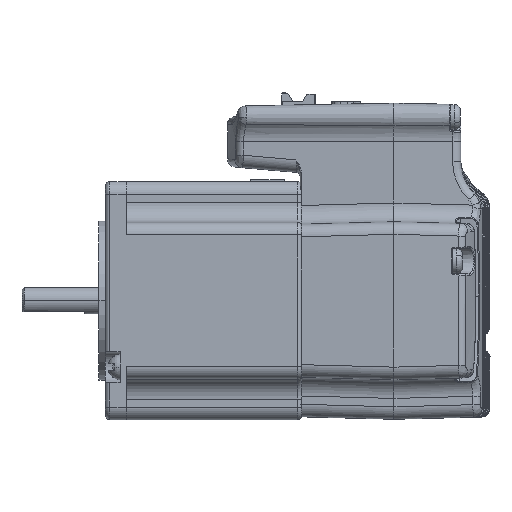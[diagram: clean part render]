
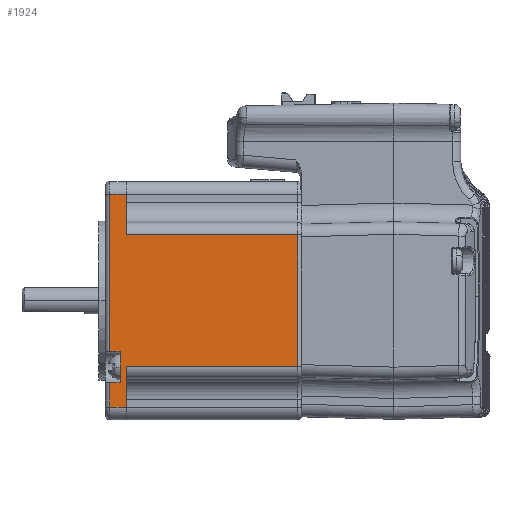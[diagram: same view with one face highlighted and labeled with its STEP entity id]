
A CAD part, left-side view. The second image highlights one B-rep face of the part: STEP entity #1924.
In plain terms, the highlighted planar face has unit normal (-1, 0, 0).
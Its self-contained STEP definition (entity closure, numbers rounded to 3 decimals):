
#1924=ADVANCED_FACE('',(#5331),#5332,.T.);
#5331=FACE_OUTER_BOUND('',#12133,.T.);
#5332=PLANE('',#12134);
#12133=EDGE_LOOP('',(#46594,#46595,#46596,#46597,#46598,#46599,#46600,#46601,#46602,#46603,#46604,#46605));
#12134=AXIS2_PLACEMENT_3D('',#46606,#46607,#46608);
#46594=ORIENTED_EDGE('',*,*,#71345,.F.);
#46595=ORIENTED_EDGE('',*,*,#71363,.T.);
#46596=ORIENTED_EDGE('',*,*,#71328,.F.);
#46597=ORIENTED_EDGE('',*,*,#71274,.T.);
#46598=ORIENTED_EDGE('',*,*,#71362,.F.);
#46599=ORIENTED_EDGE('',*,*,#71281,.T.);
#46600=ORIENTED_EDGE('',*,*,#71284,.F.);
#46601=ORIENTED_EDGE('',*,*,#71364,.T.);
#46602=ORIENTED_EDGE('',*,*,#71359,.F.);
#46603=ORIENTED_EDGE('',*,*,#71365,.T.);
#46604=ORIENTED_EDGE('',*,*,#71366,.T.);
#46605=ORIENTED_EDGE('',*,*,#71367,.T.);
#46606=CARTESIAN_POINT('',(-28.5,7.1,-28.5));
#46607=DIRECTION('',(-1.0,0.0,0.0));
#46608=DIRECTION('',(0.0,0.,1.0));
#71274=EDGE_CURVE('',#79884,#79885,#79886,.F.);
#71281=EDGE_CURVE('',#79896,#79894,#79897,.T.);
#71284=EDGE_CURVE('',#79899,#79894,#79901,.F.);
#71328=EDGE_CURVE('',#79884,#79966,#79969,.F.);
#71345=EDGE_CURVE('',#80002,#80003,#80004,.F.);
#71359=EDGE_CURVE('',#80029,#80031,#80032,.F.);
#71362=EDGE_CURVE('',#79896,#79885,#80035,.T.);
#71363=EDGE_CURVE('',#80002,#79966,#80036,.T.);
#71364=EDGE_CURVE('',#79899,#80031,#80037,.F.);
#71365=EDGE_CURVE('',#80029,#80038,#80039,.F.);
#71366=EDGE_CURVE('',#80038,#80040,#80041,.T.);
#71367=EDGE_CURVE('',#80040,#80003,#80042,.T.);
#79884=VERTEX_POINT('',#93879);
#79885=VERTEX_POINT('',#93880);
#79886=LINE('',#93881,#93882);
#79894=VERTEX_POINT('',#93893);
#79896=VERTEX_POINT('',#93895);
#79897=LINE('',#93896,#93897);
#79899=VERTEX_POINT('',#93900);
#79901=LINE('',#93902,#93903);
#79966=VERTEX_POINT('',#93991);
#79969=LINE('',#93994,#93995);
#80002=VERTEX_POINT('',#94036);
#80003=VERTEX_POINT('',#94037);
#80004=LINE('',#94038,#94039);
#80029=VERTEX_POINT('',#94070);
#80031=VERTEX_POINT('',#94072);
#80032=LINE('',#94073,#94074);
#80035=LINE('',#94077,#94078);
#80036=LINE('',#94079,#94080);
#80037=LINE('',#94081,#94082);
#80038=VERTEX_POINT('',#94083);
#80039=LINE('',#94084,#94085);
#80040=VERTEX_POINT('',#94086);
#80041=LINE('',#94087,#94088);
#80042=LINE('',#94089,#94090);
#93879=CARTESIAN_POINT('',(-28.5,53.1,-12.2));
#93880=CARTESIAN_POINT('',(-28.5,50.6,-12.2));
#93881=CARTESIAN_POINT('',(-28.5,7.1,-12.2));
#93882=VECTOR('',#121523,1000.0);
#93893=CARTESIAN_POINT('',(-28.5,53.1,-19.6));
#93895=CARTESIAN_POINT('',(-28.5,50.6,-19.6));
#93896=CARTESIAN_POINT('',(-28.5,7.1,-19.6));
#93897=VECTOR('',#121536,1000.0);
#93900=CARTESIAN_POINT('',(-28.5,53.1,-25.5));
#93902=CARTESIAN_POINT('',(-28.5,53.1,-19.6));
#93903=VECTOR('',#121541,1000.0);
#93991=CARTESIAN_POINT('',(-28.5,53.1,25.5));
#93994=CARTESIAN_POINT('',(-28.5,53.1,25.5));
#93995=VECTOR('',#121625,1000.0);
#94036=CARTESIAN_POINT('',(-28.5,49.1,25.5));
#94037=CARTESIAN_POINT('',(-28.5,49.1,15.77));
#94038=CARTESIAN_POINT('',(-28.5,49.1,15.073));
#94039=VECTOR('',#121658,1000.0);
#94070=CARTESIAN_POINT('',(-28.5,49.1,-15.77));
#94072=CARTESIAN_POINT('',(-28.5,49.1,-25.5));
#94073=CARTESIAN_POINT('',(-28.5,49.1,-28.987));
#94074=VECTOR('',#121686,1000.0);
#94077=CARTESIAN_POINT('',(-28.5,50.6,-21.183));
#94078=VECTOR('',#121693,1000.0);
#94079=CARTESIAN_POINT('',(-28.5,7.1,25.5));
#94080=VECTOR('',#121694,1000.0);
#94081=CARTESIAN_POINT('',(-28.5,7.1,-25.5));
#94082=VECTOR('',#121695,1000.0);
#94083=CARTESIAN_POINT('',(-28.5,8.1,-15.77));
#94084=CARTESIAN_POINT('',(-28.5,7.1,-15.77));
#94085=VECTOR('',#121696,1000.0);
#94086=CARTESIAN_POINT('',(-28.5,8.1,15.77));
#94087=CARTESIAN_POINT('',(-28.5,8.1,-28.5));
#94088=VECTOR('',#121697,1000.0);
#94089=CARTESIAN_POINT('',(-28.5,7.1,15.77));
#94090=VECTOR('',#121698,1000.0);
#121523=DIRECTION('',(0.0,1.0,0.));
#121536=DIRECTION('',(0.0,1.0,0.));
#121541=DIRECTION('',(0.,0.,-1.0));
#121625=DIRECTION('',(0.,0.,-1.0));
#121658=DIRECTION('',(0.0,0.,1.0));
#121686=DIRECTION('',(0.0,0.,1.0));
#121693=DIRECTION('',(0.0,0.,1.0));
#121694=DIRECTION('',(0.0,1.0,0.));
#121695=DIRECTION('',(0.0,1.0,0.));
#121696=DIRECTION('',(0.0,1.0,0.));
#121697=DIRECTION('',(0.0,0.,1.0));
#121698=DIRECTION('',(0.0,1.0,0.));
